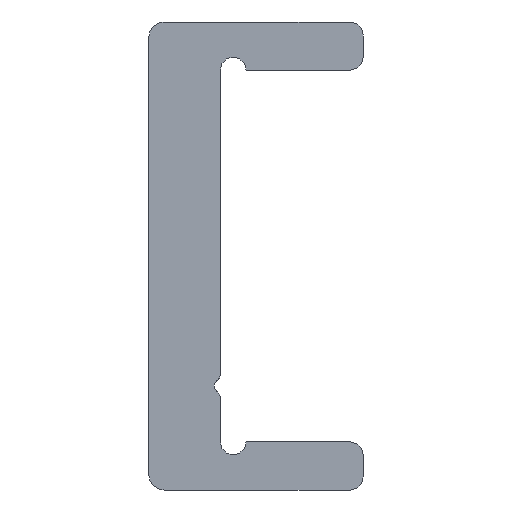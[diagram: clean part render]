
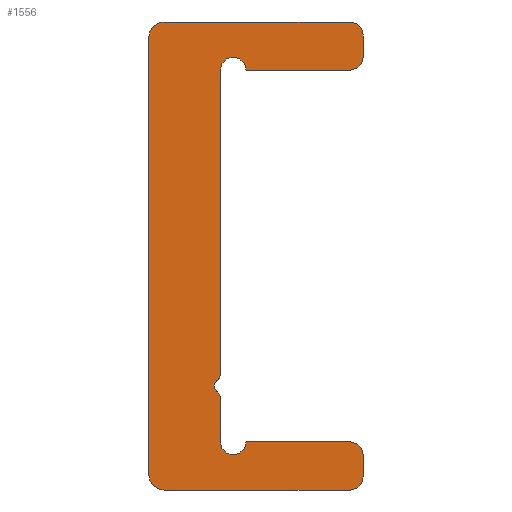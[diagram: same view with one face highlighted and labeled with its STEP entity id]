
A CAD part, left-side view. The second image highlights one B-rep face of the part: STEP entity #1556.
In plain terms, the highlighted planar face has unit normal (-1, 0, 0).
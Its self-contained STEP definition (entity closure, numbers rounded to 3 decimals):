
#774=CARTESIAN_POINT('',(0.0,1.375,-4.567));
#775=VERTEX_POINT('',#774);
#782=CARTESIAN_POINT('',(0.0,1.5,-4.783));
#783=VERTEX_POINT('',#782);
#784=CARTESIAN_POINT('',(0.0,1.625,-4.567));
#785=DIRECTION('',(1.0,0.0,0.0));
#786=DIRECTION('',(0.0,-1.0,0.0));
#787=AXIS2_PLACEMENT_3D('',#784,#785,#786);
#788=CIRCLE('',#787,0.25);
#789=EDGE_CURVE('',#775,#783,#788,.T.);
#899=CARTESIAN_POINT('',(0.0,1.375,7.15));
#900=VERTEX_POINT('',#899);
#907=CARTESIAN_POINT('',(0.0,1.375,7.15));
#908=DIRECTION('',(0.0,0.0,-1.0));
#909=VECTOR('',#908,11.717);
#910=LINE('',#907,#909);
#911=EDGE_CURVE('',#900,#775,#910,.T.);
#949=CARTESIAN_POINT('',(0.0,-4.125,-8.5));
#950=VERTEX_POINT('',#949);
#957=CARTESIAN_POINT('',(0.0,-3.625,-9.0));
#958=VERTEX_POINT('',#957);
#959=CARTESIAN_POINT('',(0.0,-3.625,-8.5));
#960=DIRECTION('',(1.0,0.0,0.0));
#961=DIRECTION('',(0.0,-1.0,0.0));
#962=AXIS2_PLACEMENT_3D('',#959,#960,#961);
#963=CIRCLE('',#962,0.5);
#964=EDGE_CURVE('',#950,#958,#963,.T.);
#988=CARTESIAN_POINT('',(0.0,-4.125,-7.65));
#989=VERTEX_POINT('',#988);
#996=CARTESIAN_POINT('',(0.0,-4.125,-7.65));
#997=DIRECTION('',(0.0,0.0,-1.0));
#998=VECTOR('',#997,0.85);
#999=LINE('',#996,#998);
#1000=EDGE_CURVE('',#989,#950,#999,.T.);
#1020=CARTESIAN_POINT('',(0.0,-3.625,-7.15));
#1021=VERTEX_POINT('',#1020);
#1028=CARTESIAN_POINT('',(0.0,-3.625,-7.65));
#1029=DIRECTION('',(1.0,0.0,0.0));
#1030=DIRECTION('',(0.0,0.0,1.0));
#1031=AXIS2_PLACEMENT_3D('',#1028,#1029,#1030);
#1032=CIRCLE('',#1031,0.5);
#1033=EDGE_CURVE('',#1021,#989,#1032,.T.);
#1052=CARTESIAN_POINT('',(0.0,0.375,-7.15));
#1053=VERTEX_POINT('',#1052);
#1060=CARTESIAN_POINT('',(0.0,0.375,-7.15));
#1061=DIRECTION('',(0.0,-1.0,0.0));
#1062=VECTOR('',#1061,4.);
#1063=LINE('',#1060,#1062);
#1064=EDGE_CURVE('',#1053,#1021,#1063,.T.);
#1084=CARTESIAN_POINT('',(0.0,1.375,-7.15));
#1085=VERTEX_POINT('',#1084);
#1092=CARTESIAN_POINT('',(0.0,0.875,-7.15));
#1093=DIRECTION('',(-1.0,0.0,0.0));
#1094=DIRECTION('',(0.0,1.,0.));
#1095=AXIS2_PLACEMENT_3D('',#1092,#1093,#1094);
#1096=CIRCLE('',#1095,0.5);
#1097=EDGE_CURVE('',#1085,#1053,#1096,.T.);
#1116=CARTESIAN_POINT('',(0.0,1.375,-5.433));
#1117=VERTEX_POINT('',#1116);
#1124=CARTESIAN_POINT('',(0.0,1.375,-5.433));
#1125=DIRECTION('',(0.0,0.0,-1.0));
#1126=VECTOR('',#1125,1.717);
#1127=LINE('',#1124,#1126);
#1128=EDGE_CURVE('',#1117,#1085,#1127,.T.);
#1148=CARTESIAN_POINT('',(0.0,1.5,-5.217));
#1149=VERTEX_POINT('',#1148);
#1156=CARTESIAN_POINT('',(0.0,1.625,-5.433));
#1157=DIRECTION('',(1.0,0.0,0.0));
#1158=DIRECTION('',(0.0,-0.5,0.866));
#1159=AXIS2_PLACEMENT_3D('',#1156,#1157,#1158);
#1160=CIRCLE('',#1159,0.25);
#1161=EDGE_CURVE('',#1149,#1117,#1160,.T.);
#1180=CARTESIAN_POINT('',(0.0,1.375,-5.0));
#1181=DIRECTION('',(-1.0,0.0,0.0));
#1182=DIRECTION('',(0.0,-0.5,0.866));
#1183=AXIS2_PLACEMENT_3D('',#1180,#1181,#1182);
#1184=CIRCLE('',#1183,0.25);
#1185=EDGE_CURVE('',#783,#1149,#1184,.T.);
#1205=CARTESIAN_POINT('',(0.0,0.375,7.15));
#1206=VERTEX_POINT('',#1205);
#1213=CARTESIAN_POINT('',(0.0,0.875,7.15));
#1214=DIRECTION('',(-1.0,0.0,0.0));
#1215=DIRECTION('',(0.0,-1.0,0.0));
#1216=AXIS2_PLACEMENT_3D('',#1213,#1214,#1215);
#1217=CIRCLE('',#1216,0.5);
#1218=EDGE_CURVE('',#1206,#900,#1217,.T.);
#1237=CARTESIAN_POINT('',(0.0,-3.625,7.15));
#1238=VERTEX_POINT('',#1237);
#1245=CARTESIAN_POINT('',(0.0,-3.625,7.15));
#1246=DIRECTION('',(0.0,1.0,0.0));
#1247=VECTOR('',#1246,4.0);
#1248=LINE('',#1245,#1247);
#1249=EDGE_CURVE('',#1238,#1206,#1248,.T.);
#1269=CARTESIAN_POINT('',(0.0,-4.125,7.65));
#1270=VERTEX_POINT('',#1269);
#1277=CARTESIAN_POINT('',(0.0,-3.625,7.65));
#1278=DIRECTION('',(1.0,0.0,0.0));
#1279=DIRECTION('',(0.0,-1.0,0.0));
#1280=AXIS2_PLACEMENT_3D('',#1277,#1278,#1279);
#1281=CIRCLE('',#1280,0.5);
#1282=EDGE_CURVE('',#1270,#1238,#1281,.T.);
#1301=CARTESIAN_POINT('',(0.0,-4.125,8.5));
#1302=VERTEX_POINT('',#1301);
#1309=CARTESIAN_POINT('',(0.0,-4.125,8.5));
#1310=DIRECTION('',(0.0,0.0,-1.0));
#1311=VECTOR('',#1310,0.85);
#1312=LINE('',#1309,#1311);
#1313=EDGE_CURVE('',#1302,#1270,#1312,.T.);
#1333=CARTESIAN_POINT('',(0.0,-3.625,9.0));
#1334=VERTEX_POINT('',#1333);
#1341=CARTESIAN_POINT('',(0.0,-3.625,8.5));
#1342=DIRECTION('',(1.0,0.0,0.0));
#1343=DIRECTION('',(0.0,0.0,1.0));
#1344=AXIS2_PLACEMENT_3D('',#1341,#1342,#1343);
#1345=CIRCLE('',#1344,0.5);
#1346=EDGE_CURVE('',#1334,#1302,#1345,.T.);
#1365=CARTESIAN_POINT('',(0.0,3.525,9.0));
#1366=VERTEX_POINT('',#1365);
#1373=CARTESIAN_POINT('',(0.0,3.525,9.0));
#1374=DIRECTION('',(0.0,-1.0,0.0));
#1375=VECTOR('',#1374,7.15);
#1376=LINE('',#1373,#1375);
#1377=EDGE_CURVE('',#1366,#1334,#1376,.T.);
#1397=CARTESIAN_POINT('',(0.0,4.125,8.4));
#1398=VERTEX_POINT('',#1397);
#1405=CARTESIAN_POINT('',(0.0,3.525,8.4));
#1406=DIRECTION('',(1.0,0.0,0.0));
#1407=DIRECTION('',(0.0,1.0,0.0));
#1408=AXIS2_PLACEMENT_3D('',#1405,#1406,#1407);
#1409=CIRCLE('',#1408,0.6);
#1410=EDGE_CURVE('',#1398,#1366,#1409,.T.);
#1429=CARTESIAN_POINT('',(0.0,4.125,-8.4));
#1430=VERTEX_POINT('',#1429);
#1437=CARTESIAN_POINT('',(0.0,4.125,-8.4));
#1438=DIRECTION('',(0.0,0.0,1.0));
#1439=VECTOR('',#1438,16.8);
#1440=LINE('',#1437,#1439);
#1441=EDGE_CURVE('',#1430,#1398,#1440,.T.);
#1488=CARTESIAN_POINT('',(0.0,3.525,-9.0));
#1489=VERTEX_POINT('',#1488);
#1496=CARTESIAN_POINT('',(0.0,3.525,-8.4));
#1497=DIRECTION('',(1.0,0.0,0.0));
#1498=DIRECTION('',(0.0,0.0,-1.0));
#1499=AXIS2_PLACEMENT_3D('',#1496,#1497,#1498);
#1500=CIRCLE('',#1499,0.6);
#1501=EDGE_CURVE('',#1489,#1430,#1500,.T.);
#1519=CARTESIAN_POINT('',(0.0,-3.625,-9.0));
#1520=DIRECTION('',(0.0,1.0,0.0));
#1521=VECTOR('',#1520,7.15);
#1522=LINE('',#1519,#1521);
#1523=EDGE_CURVE('',#958,#1489,#1522,.T.);
#1529=CARTESIAN_POINT('',(0.0,1.046,-0.014));
#1530=DIRECTION('',(1.0,0.0,0.0));
#1531=DIRECTION('',(0.0,0.0,-1.0));
#1532=AXIS2_PLACEMENT_3D('',#1529,#1530,#1531);
#1533=PLANE('',#1532);
#1534=ORIENTED_EDGE('',*,*,#1523,.F.);
#1535=ORIENTED_EDGE('',*,*,#964,.F.);
#1536=ORIENTED_EDGE('',*,*,#1000,.F.);
#1537=ORIENTED_EDGE('',*,*,#1033,.F.);
#1538=ORIENTED_EDGE('',*,*,#1064,.F.);
#1539=ORIENTED_EDGE('',*,*,#1097,.F.);
#1540=ORIENTED_EDGE('',*,*,#1128,.F.);
#1541=ORIENTED_EDGE('',*,*,#1161,.F.);
#1542=ORIENTED_EDGE('',*,*,#1185,.F.);
#1543=ORIENTED_EDGE('',*,*,#789,.F.);
#1544=ORIENTED_EDGE('',*,*,#911,.F.);
#1545=ORIENTED_EDGE('',*,*,#1218,.F.);
#1546=ORIENTED_EDGE('',*,*,#1249,.F.);
#1547=ORIENTED_EDGE('',*,*,#1282,.F.);
#1548=ORIENTED_EDGE('',*,*,#1313,.F.);
#1549=ORIENTED_EDGE('',*,*,#1346,.F.);
#1550=ORIENTED_EDGE('',*,*,#1377,.F.);
#1551=ORIENTED_EDGE('',*,*,#1410,.F.);
#1552=ORIENTED_EDGE('',*,*,#1441,.F.);
#1553=ORIENTED_EDGE('',*,*,#1501,.F.);
#1554=EDGE_LOOP('',(#1534,#1535,#1536,#1537,#1538,#1539,#1540,#1541,#1542,#1543,#1544,#1545,#1546,#1547,#1548,#1549,#1550,#1551,#1552,#1553));
#1555=FACE_OUTER_BOUND('',#1554,.T.);
#1556=ADVANCED_FACE('',(#1555),#1533,.F.);
